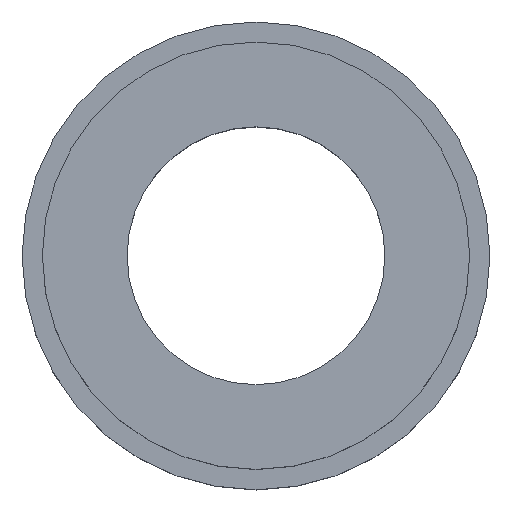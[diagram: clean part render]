
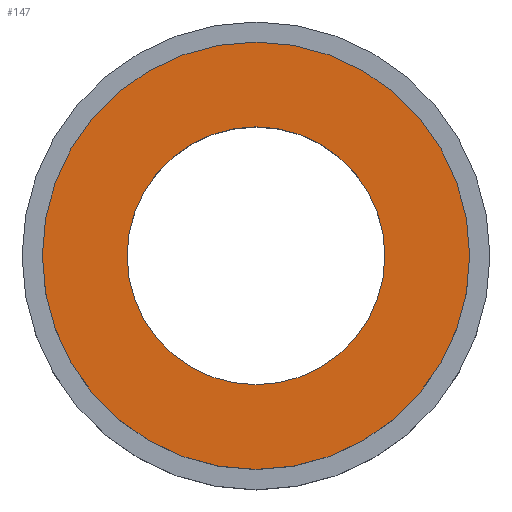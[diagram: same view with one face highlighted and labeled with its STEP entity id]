
A CAD part, top view. The second image highlights one B-rep face of the part: STEP entity #147.
In plain terms, the highlighted planar face has unit normal (0, 0, 1).
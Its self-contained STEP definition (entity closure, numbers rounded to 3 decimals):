
#11 = FACE_OUTER_BOUND ( 'NONE', #83, .T. ) ;
#13 = CARTESIAN_POINT ( 'NONE',  ( 0., 0., 0. ) ) ;
#25 = EDGE_CURVE ( 'NONE', #312, #139, #39, .T. ) ;
#35 = CARTESIAN_POINT ( 'NONE',  ( -7., 0., 0. ) ) ;
#39 = CIRCLE ( 'NONE', #54, 11.6 ) ;
#41 = DIRECTION ( 'NONE',  ( 0., 0., -1. ) ) ;
#42 = ORIENTED_EDGE ( 'NONE', *, *, #152, .F. ) ;
#46 = ORIENTED_EDGE ( 'NONE', *, *, #78, .T. ) ;
#54 = AXIS2_PLACEMENT_3D ( 'NONE', #161, #130, #288 ) ;
#56 = EDGE_CURVE ( 'NONE', #197, #176, #125, .T. ) ;
#65 = CARTESIAN_POINT ( 'NONE',  ( 0., 0., 0. ) ) ;
#78 = EDGE_CURVE ( 'NONE', #176, #197, #290, .T. ) ;
#83 = EDGE_LOOP ( 'NONE', ( #317, #42 ) ) ;
#90 = FACE_BOUND ( 'NONE', #291, .T. ) ;
#120 = DIRECTION ( 'NONE',  ( -1., 0., 0. ) ) ;
#124 = AXIS2_PLACEMENT_3D ( 'NONE', #234, #41, #207 ) ;
#125 = CIRCLE ( 'NONE', #205, 7. ) ;
#130 = DIRECTION ( 'NONE',  ( 0., 0., -1. ) ) ;
#139 = VERTEX_POINT ( 'NONE', #232 ) ;
#146 = DIRECTION ( 'NONE',  ( 0., 0., -1. ) ) ;
#147 = ADVANCED_FACE ( 'NONE', ( #11, #90 ), #260, .F. ) ;
#152 = EDGE_CURVE ( 'NONE', #139, #312, #155, .T. ) ;
#154 = DIRECTION ( 'NONE',  ( -1., 0., 0. ) ) ;
#155 = CIRCLE ( 'NONE', #295, 11.6 ) ;
#161 = CARTESIAN_POINT ( 'NONE',  ( 0., 0., 0. ) ) ;
#175 = AXIS2_PLACEMENT_3D ( 'NONE', #238, #185, #341 ) ;
#176 = VERTEX_POINT ( 'NONE', #250 ) ;
#185 = DIRECTION ( 'NONE',  ( 0., 0., -1. ) ) ;
#197 = VERTEX_POINT ( 'NONE', #35 ) ;
#205 = AXIS2_PLACEMENT_3D ( 'NONE', #13, #206, #154 ) ;
#206 = DIRECTION ( 'NONE',  ( 0., 0., -1. ) ) ;
#207 = DIRECTION ( 'NONE',  ( -1., 0., 0. ) ) ;
#232 = CARTESIAN_POINT ( 'NONE',  ( 11.6, 0., 0. ) ) ;
#234 = CARTESIAN_POINT ( 'NONE',  ( 0., 0., 0. ) ) ;
#238 = CARTESIAN_POINT ( 'NONE',  ( 7., 0., 0. ) ) ;
#250 = CARTESIAN_POINT ( 'NONE',  ( 7., 0., 0. ) ) ;
#254 = ORIENTED_EDGE ( 'NONE', *, *, #56, .T. ) ;
#260 = PLANE ( 'NONE',  #175 ) ;
#267 = CARTESIAN_POINT ( 'NONE',  ( -11.6, 0., 0. ) ) ;
#288 = DIRECTION ( 'NONE',  ( -1., 0., 0. ) ) ;
#290 = CIRCLE ( 'NONE', #124, 7. ) ;
#291 = EDGE_LOOP ( 'NONE', ( #254, #46 ) ) ;
#295 = AXIS2_PLACEMENT_3D ( 'NONE', #65, #146, #120 ) ;
#312 = VERTEX_POINT ( 'NONE', #267 ) ;
#317 = ORIENTED_EDGE ( 'NONE', *, *, #25, .F. ) ;
#341 = DIRECTION ( 'NONE',  ( -1., 0., 0. ) ) ;
